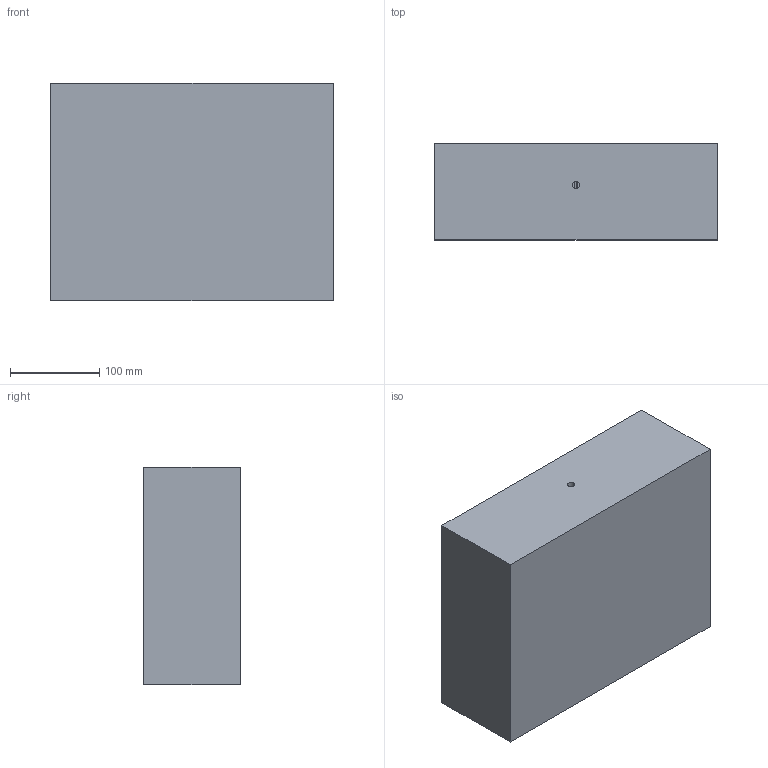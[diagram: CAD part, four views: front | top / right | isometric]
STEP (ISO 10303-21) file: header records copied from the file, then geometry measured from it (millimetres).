
FILE_DESCRIPTION (( 'STEP AP203' ), '1' );
FILE_NAME ('1400 Case, Bottom.STEP', '2009-01-21T16:24:29', ( ' ' ), ( ' ' ), 'SwSTEP 2.0', 'SolidWorks 2007', '' );
FILE_SCHEMA (( 'CONFIG_CONTROL_DESIGN' ));
Length unit declared in the file: inch
Products named in the file (1): 1400 Case, Bottom
Bounding box: 316.86 x 107.95 x 243.2 mm (x, y, z)
Volume: 1398222.3 mm3; surface area: 368408.1 mm2
Topology: 1 solids, 1 shells, 50 faces, 100 edges, 60 vertices
Faces by surface type: cylinder 24, plane 22, sphere 4
Entity records: 1335 total; most frequent: CARTESIAN_POINT 267, DIRECTION 206, ORIENTED_EDGE 192, EDGE_CURVE 96, AXIS2_PLACEMENT_3D 79, EDGE_LOOP 64, VERTEX_POINT 60, ADVANCED_FACE 50
